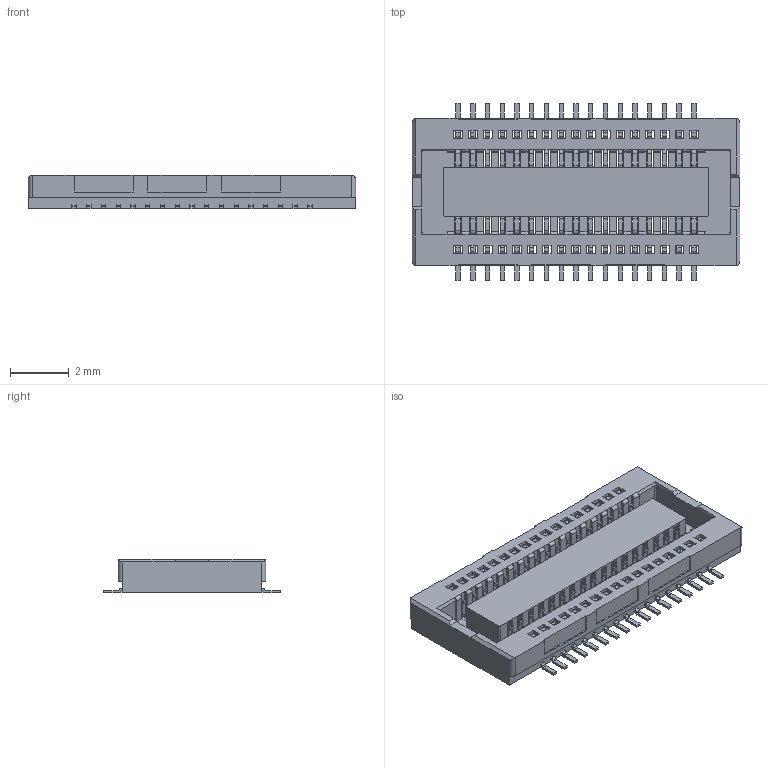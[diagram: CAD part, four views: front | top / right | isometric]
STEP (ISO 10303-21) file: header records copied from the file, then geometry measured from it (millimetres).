
FILE_DESCRIPTION(/* description */ ('model of Molex_SlimStack_54722-0344_2x17_P0.50mm_Vertical'),/* implementation_level */ '2;1');
FILE_NAME(/* name */ 'Molex_SlimStack_54722-0344_2x17_P0.50mm_Vertical.step',/* time_stamp */ '2017-12-04T19:36:50',/* author */ ('Ray Benitez',''),/* organization */ (''),/* preprocessor_version */ '',/* originating_system */ '',/* authorisation */ '');
FILE_SCHEMA(('AUTOMOTIVE_DESIGN { 1 0 10303 214 1 1 1 1 }'));
Length unit declared in the file: millimetre
Products named in the file (1): Molex_54722_0344
Bounding box: 11.1 x 6 x 1.15 mm (x, y, z)
Volume: 42.7 mm3; surface area: 320.5 mm2
Topology: 1 solids, 1 shells, 2104 faces, 6084 edges, 4048 vertices
Faces by surface type: plane 1470, cylinder 626, bspline 8
Entity records: 48110 total; most frequent: ORIENTED_EDGE 11078, CARTESIAN_POINT 7470, EDGE_CURVE 6084, LINE 4437, VERTEX_POINT 4048, AXIS2_PLACEMENT_3D 2717, FACE_BOUND 2378, EDGE_LOOP 2378
